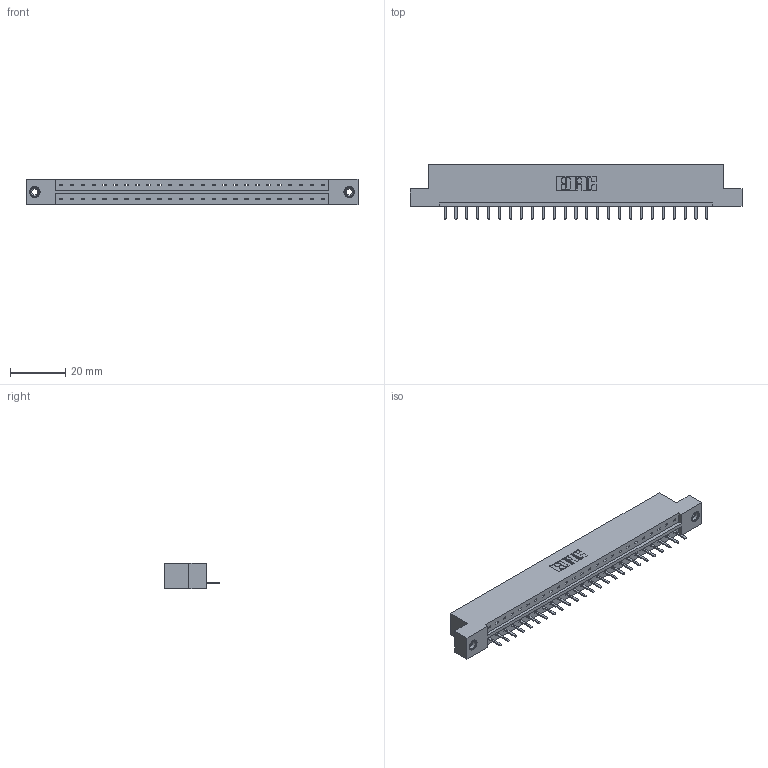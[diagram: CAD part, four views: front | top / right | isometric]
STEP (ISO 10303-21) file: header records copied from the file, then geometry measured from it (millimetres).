
FILE_DESCRIPTION (( 'STEP AP203' ), '1' );
FILE_NAME ('833-025-520-108.STEP', '2020-06-01T23:07:59', ( '' ), ( '' ), 'SwSTEP 2.0', 'SolidWorks 2020', '' );
FILE_SCHEMA (( 'CONFIG_CONTROL_DESIGN' ));
Length unit declared in the file: inch
Products named in the file (4): 345-292-001_345-293-120; 833-025-520-108; 833 Part_Flush - .156 Dia - TI; 345-250-001_345-250-003-102
Assembly tree (28 placements, depth 2):
  833-025-520-108
    833 Part_Flush - .156 Dia - TI
    345-292-001_345-293-120  x25
    345-250-001_345-250-003-102  x2
Bounding box: 120.6 x 20.02 x 9.4 mm (x, y, z)
Volume: 11911.1 mm3; surface area: 12549.9 mm2
Topology: 28 solids, 28 shells, 1724 faces, 5047 edges, 3290 vertices
Faces by surface type: plane 1202, cylinder 506, cone 12, torus 4
Entity records: 18782 total; most frequent: CARTESIAN_POINT 3236, ORIENTED_EDGE 3178, DIRECTION 2785, EDGE_CURVE 1589, VECTOR 1437, LINE 1437, VERTEX_POINT 1052, AXIS2_PLACEMENT_3D 674
